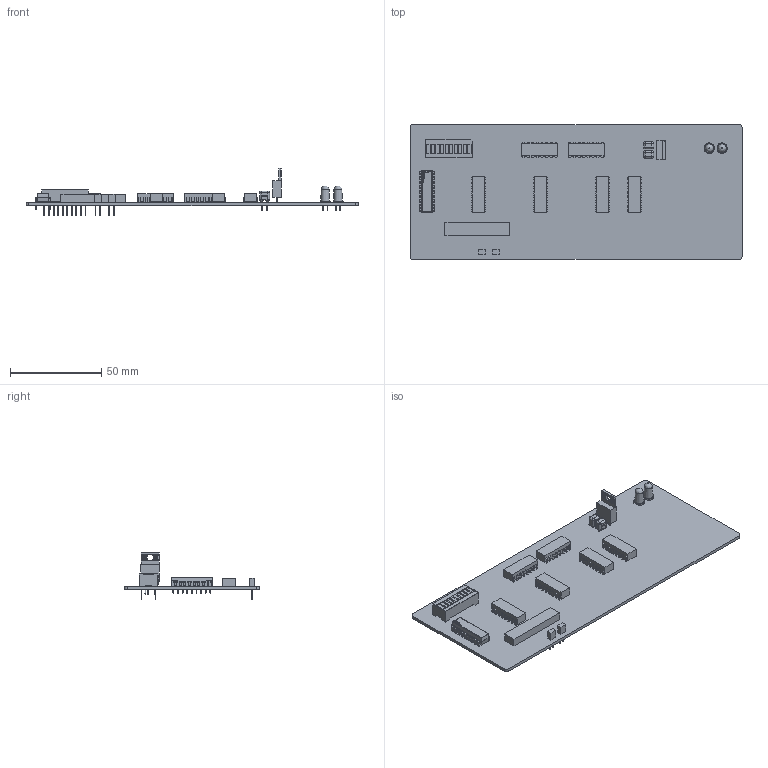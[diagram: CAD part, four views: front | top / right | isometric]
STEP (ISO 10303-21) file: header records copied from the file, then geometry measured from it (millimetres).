
FILE_DESCRIPTION(('Open CASCADE Model'),'2;1');
FILE_NAME('Open CASCADE Shape Model','2023-01-08T21:59:06',('Author'),( 'Open CASCADE'),'Open CASCADE STEP processor 7.5','Open CASCADE 7.5' ,'Unknown');
FILE_SCHEMA(('AUTOMOTIVE_DESIGN { 1 0 10303 214 1 1 1 1 }'));
Length unit declared in the file: millimetre
Products named in the file (95): PCB; Board; Open CASCADE STEP translator 7.5 2.1.1; C4; 6150281408; Extruded; 5614048800; C3; U9; 6150281088; 6150280928; 6150280688; 6150280448; 6150280048; 6150279808; 6150279568; 6150279328; 6150279088; 6150278688; 6150278448; 6150278208; 6150277808; 6150277568; 6150277328; 6150277168; 6150277008; 6150276848; C2; Cap_Murata_RCEC71H106K3DBH03A_eec; Logo; Leads; MainBody; C1; U8; IC_Texas_Instruments_LM3914N-1_eec; 1; 2; Texas Logo Yury - Copy; Texas Logo Yury; D3 ...
Assembly tree (409 placements, depth 4):
  PCB
    Board
      Open CASCADE STEP translator 7.5 2.1.1
    C4
      6150281408  x2
        Extruded
      5614048800
        Extruded
    C3
      6150281408  x2
        Extruded
      5614048800
        Extruded
    U9
      6150281088
        Extruded
      6150280928  x2
        Extruded
      6150280688  x2
        Extruded
      6150280448  x4
        Extruded
      6150280048  x2
        Extruded
      6150279808  x2
        Extruded
      6150279568  x2
        Extruded
      6150279328  x2
        Extruded
      6150279088  x4
        Extruded
      6150278688  x2
        Extruded
      6150278448  x2
        Extruded
      6150278208  x4
        Extruded
      6150277808  x2
        Extruded
      6150277568  x2
        Extruded
      6150277328
        Extruded
      6150277168
        Extruded
      6150277008  x3
        Extruded
      6150276848  x3
        Extruded
    C2
      Cap_Murata_RCEC71H106K3DBH03A_eec
        Logo
        Leads
        MainBody
    C1
      Cap_Murata_RCEC71H106K3DBH03A_eec
        Logo
        Leads
        MainBody
Bounding box: 182 x 74 x 25.95 mm (x, y, z)
Volume: 31031.1 mm3; surface area: 37646.9 mm2
Topology: 419 solids, 419 shells, 3791 faces, 8798 edges, 5758 vertices
Faces by surface type: plane 2932, bspline 744, cylinder 87, sphere 16, torus 10, cone 2
Full cylindrical faces by diameter (mm): 0.5 x4
Entity records: 62953 total; most frequent: CARTESIAN_POINT 24903, ORIENTED_EDGE 7816, DIRECTION 5882, EDGE_CURVE 3908, VERTEX_POINT 2575, LINE 2568, VECTOR 2568, AXIS2_PLACEMENT_3D 1657
